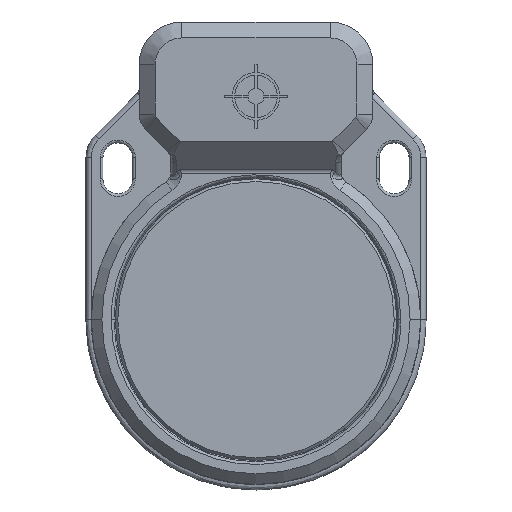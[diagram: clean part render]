
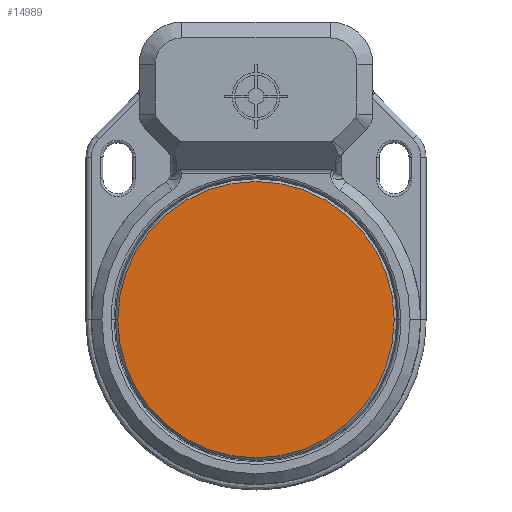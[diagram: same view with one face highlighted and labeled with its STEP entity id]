
A CAD part, top view. The second image highlights one B-rep face of the part: STEP entity #14989.
In plain terms, the highlighted planar face has unit normal (0, 0, 1).
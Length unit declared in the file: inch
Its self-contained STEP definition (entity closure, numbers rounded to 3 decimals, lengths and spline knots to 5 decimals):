
#59 = DIRECTION ( 'NONE',  ( 1., 0., 0. ) ) ;
#1266 = CARTESIAN_POINT ( 'NONE',  ( 0., 0., 1.04331 ) ) ;
#1388 = DIRECTION ( 'NONE',  ( -1., 0., 0. ) ) ;
#2977 = PLANE ( 'NONE',  #9096 ) ;
#3100 = VERTEX_POINT ( 'NONE', #7094 ) ;
#3368 = ORIENTED_EDGE ( 'NONE', *, *, #7755, .T. ) ;
#3588 = EDGE_CURVE ( 'NONE', #10326, #3100, #11354, .T. ) ;
#6173 = AXIS2_PLACEMENT_3D ( 'NONE', #17458, #17330, #1388 ) ;
#7094 = CARTESIAN_POINT ( 'NONE',  ( -1.02362, 0., 1.04331 ) ) ;
#7755 = EDGE_CURVE ( 'NONE', #3100, #10326, #11311, .T. ) ;
#8776 = DIRECTION ( 'NONE',  ( 0., 0., 1. ) ) ;
#8865 = CARTESIAN_POINT ( 'NONE',  ( 1.02362, 0., 1.04331 ) ) ;
#9096 = AXIS2_PLACEMENT_3D ( 'NONE', #17462, #8776, #59 ) ;
#10326 = VERTEX_POINT ( 'NONE', #8865 ) ;
#11311 = CIRCLE ( 'NONE', #6173, 1.02362 ) ;
#11354 = CIRCLE ( 'NONE', #12694, 1.02362 ) ;
#11447 = DIRECTION ( 'NONE',  ( -1., 0., 0. ) ) ;
#12374 = ORIENTED_EDGE ( 'NONE', *, *, #3588, .T. ) ;
#12694 = AXIS2_PLACEMENT_3D ( 'NONE', #1266, #18662, #11447 ) ;
#14689 = FACE_OUTER_BOUND ( 'NONE', #16296, .T. ) ;
#14989 = ADVANCED_FACE ( 'NONE', ( #14689 ), #2977, .T. ) ;
#16296 = EDGE_LOOP ( 'NONE', ( #3368, #12374 ) ) ;
#17330 = DIRECTION ( 'NONE',  ( 0., 0., 1. ) ) ;
#17458 = CARTESIAN_POINT ( 'NONE',  ( 0., 0., 1.04331 ) ) ;
#17462 = CARTESIAN_POINT ( 'NONE',  ( 0., 0., 1.04331 ) ) ;
#18662 = DIRECTION ( 'NONE',  ( 0., 0., 1. ) ) ;
